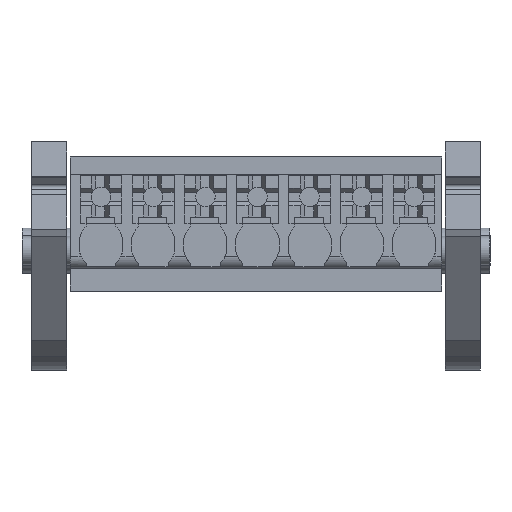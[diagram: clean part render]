
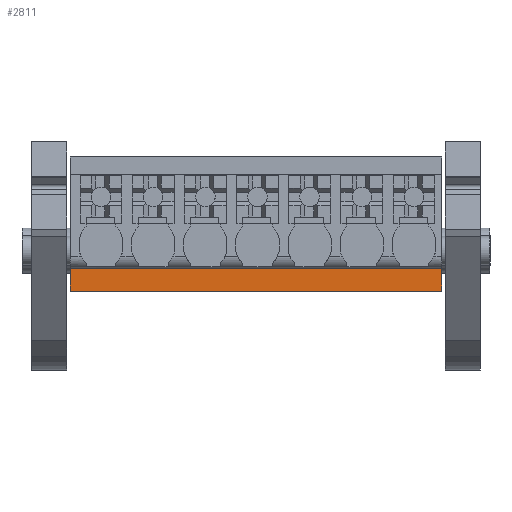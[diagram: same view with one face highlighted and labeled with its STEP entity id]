
A CAD part, top view. The second image highlights one B-rep face of the part: STEP entity #2811.
In plain terms, the highlighted planar face has unit normal (0, 0, 1).
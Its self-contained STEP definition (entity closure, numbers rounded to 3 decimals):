
#2791=AXIS2_PLACEMENT_3D('Plane Axis2P3D',#2788,#2789,#2790) ;
#105=CARTESIAN_POINT('Vertex',(3.25,5.297,20.4)) ;
#108=CARTESIAN_POINT('Line Origine',(3.25,6.06,20.4)) ;
#112=CARTESIAN_POINT('Vertex',(3.25,6.822,20.4)) ;
#2501=CARTESIAN_POINT('Vertex',(28.15,5.297,20.4)) ;
#2504=CARTESIAN_POINT('Line Origine',(15.7,5.297,20.4)) ;
#2788=CARTESIAN_POINT('Axis2P3D Location',(13.93,6.822,20.4)) ;
#2793=CARTESIAN_POINT('Line Origine',(28.15,6.059,20.4)) ;
#2797=CARTESIAN_POINT('Vertex',(28.15,6.822,20.4)) ;
#2800=CARTESIAN_POINT('Line Origine',(15.7,6.822,20.4)) ;
#109=DIRECTION('Vector Direction',(0.,1.,0.)) ;
#2505=DIRECTION('Vector Direction',(1.,0.,0.)) ;
#2789=DIRECTION('Axis2P3D Direction',(-0.,0.,1.)) ;
#2790=DIRECTION('Axis2P3D XDirection',(0.,-1.,0.)) ;
#2794=DIRECTION('Vector Direction',(0.,-1.,0.)) ;
#2801=DIRECTION('Vector Direction',(-1.,0.,0.)) ;
#110=VECTOR('Line Direction',#109,1.) ;
#2506=VECTOR('Line Direction',#2505,1.) ;
#2795=VECTOR('Line Direction',#2794,1.) ;
#2802=VECTOR('Line Direction',#2801,1.) ;
#2806=ORIENTED_EDGE('',*,*,#2508,.T.) ;
#2807=ORIENTED_EDGE('',*,*,#2799,.F.) ;
#2808=ORIENTED_EDGE('',*,*,#2804,.T.) ;
#2809=ORIENTED_EDGE('',*,*,#114,.T.) ;
#2811=ADVANCED_FACE('HOUSING',(#2810),#2792,.T.) ;
#114=EDGE_CURVE('',#113,#106,#111,.F.) ;
#2508=EDGE_CURVE('',#106,#2502,#2507,.T.) ;
#2799=EDGE_CURVE('',#2798,#2502,#2796,.T.) ;
#2804=EDGE_CURVE('',#2798,#113,#2803,.T.) ;
#2805=EDGE_LOOP('',(#2806,#2807,#2808,#2809)) ;
#2810=FACE_OUTER_BOUND('',#2805,.T.) ;
#111=LINE('Line',#108,#110) ;
#2507=LINE('Line',#2504,#2506) ;
#2796=LINE('Line',#2793,#2795) ;
#2803=LINE('Line',#2800,#2802) ;
#2792=PLANE('',#2791) ;
#106=VERTEX_POINT('',#105) ;
#113=VERTEX_POINT('',#112) ;
#2502=VERTEX_POINT('',#2501) ;
#2798=VERTEX_POINT('',#2797) ;
